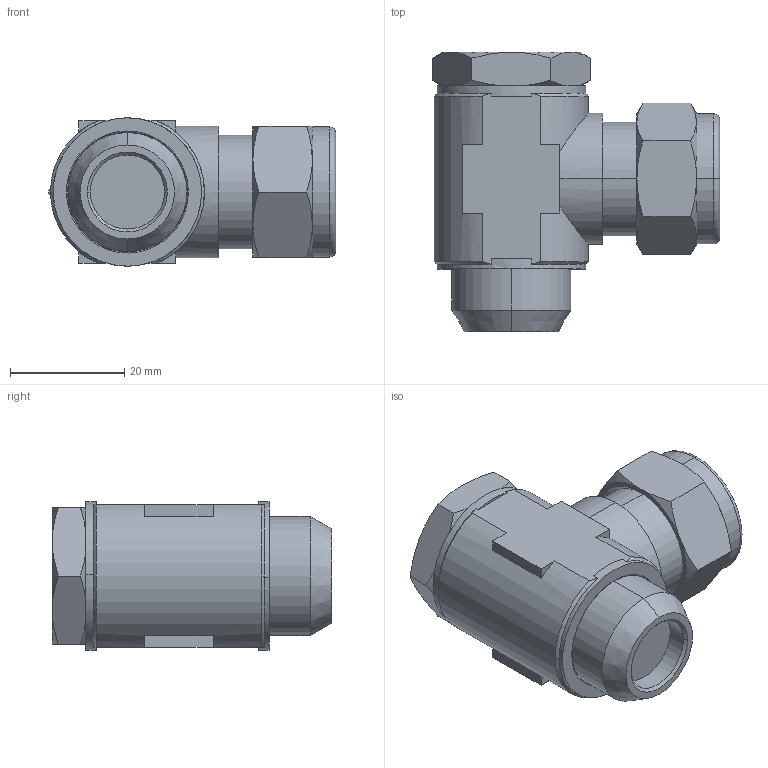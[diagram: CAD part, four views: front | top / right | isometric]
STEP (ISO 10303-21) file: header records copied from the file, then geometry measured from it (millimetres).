
FILE_DESCRIPTION (( 'STEP AP214' ), '1' );
FILE_NAME ('1055000011.step', '2013-02-25T17:18:29', ( '' ), ( '' ), 'SwSTEP 2.0', 'SolidWorks 2012', '' );
FILE_SCHEMA (( 'AUTOMOTIVE_DESIGN' ));
Length unit declared in the file: millimetre
Products named in the file (1): 1055000011
Bounding box: 50.36 x 49 x 26 mm (x, y, z)
Volume: 33397.1 mm3; surface area: 7435.7 mm2
Topology: 1 solids, 1 shells, 107 faces, 260 edges, 162 vertices
Faces by surface type: plane 48, cone 34, cylinder 21, torus 4
Entity records: 4576 total; most frequent: CARTESIAN_POINT 885, ORIENTED_EDGE 520, DIRECTION 518, EDGE_CURVE 260, AXIS2_PLACEMENT_3D 204, VERTEX_POINT 162, EDGE_LOOP 114, UNCERTAINTY_MEASURE_WITH_UNIT 110
